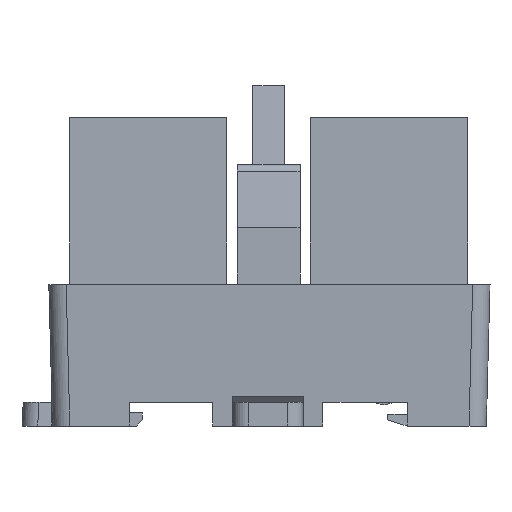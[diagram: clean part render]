
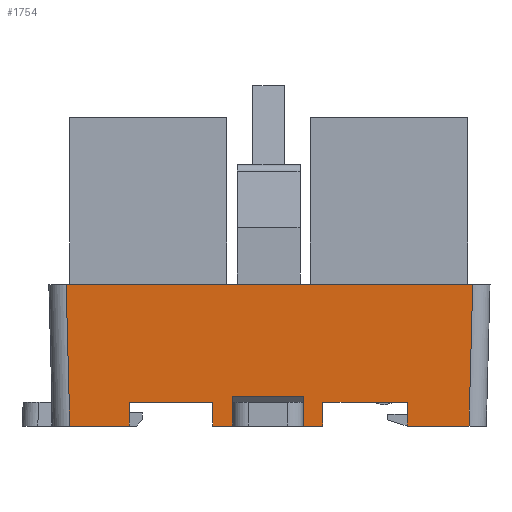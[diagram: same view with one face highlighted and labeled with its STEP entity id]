
A CAD part, left-side view. The second image highlights one B-rep face of the part: STEP entity #1754.
In plain terms, the highlighted planar face has unit normal (-1, 0, -0.026).
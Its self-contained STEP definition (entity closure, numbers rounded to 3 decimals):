
#1147=FACE_OUTER_BOUND('',#3157,.T.);
#1754=ADVANCED_FACE('',(#1147),#2354,.T.);
#2354=PLANE('',#12980);
#3157=EDGE_LOOP('',(#7616,#7617,#7618,#7619,#7620,#7621,#7622,#7623,#7624,
#7625,#7626,#7627,#7628,#7629,#7630,#7631));
#4057=LINE('',#17518,#5562);
#4058=LINE('',#17520,#5563);
#4061=LINE('',#17526,#5566);
#4063=LINE('',#17530,#5568);
#4067=LINE('',#17537,#5572);
#4070=LINE('',#17543,#5575);
#4072=LINE('',#17547,#5577);
#4076=LINE('',#17555,#5581);
#4105=LINE('',#17610,#5610);
#4106=LINE('',#17612,#5611);
#4120=LINE('',#17638,#5625);
#4121=LINE('',#17639,#5626);
#4129=LINE('',#17660,#5634);
#4131=LINE('',#17666,#5636);
#4139=LINE('',#17686,#5644);
#4141=LINE('',#17692,#5646);
#5562=VECTOR('',#14183,1.);
#5563=VECTOR('',#14186,1.);
#5566=VECTOR('',#14191,1.);
#5568=VECTOR('',#14195,1.);
#5572=VECTOR('',#14201,1.);
#5575=VECTOR('',#14206,1.);
#5577=VECTOR('',#14210,1.);
#5581=VECTOR('',#14216,1.);
#5610=VECTOR('',#14263,1.);
#5611=VECTOR('',#14266,1.);
#5625=VECTOR('',#14294,1.);
#5626=VECTOR('',#14295,1.);
#5634=VECTOR('',#14315,1.);
#5636=VECTOR('',#14321,1.);
#5644=VECTOR('',#14343,1.);
#5646=VECTOR('',#14351,1.);
#7616=ORIENTED_EDGE('',*,*,#11601,.T.);
#7617=ORIENTED_EDGE('',*,*,#11614,.F.);
#7618=ORIENTED_EDGE('',*,*,#11611,.T.);
#7619=ORIENTED_EDGE('',*,*,#11571,.T.);
#7620=ORIENTED_EDGE('',*,*,#11541,.F.);
#7621=ORIENTED_EDGE('',*,*,#11587,.F.);
#7622=ORIENTED_EDGE('',*,*,#11537,.F.);
#7623=ORIENTED_EDGE('',*,*,#11535,.T.);
#7624=ORIENTED_EDGE('',*,*,#11532,.F.);
#7625=ORIENTED_EDGE('',*,*,#11528,.T.);
#7626=ORIENTED_EDGE('',*,*,#11526,.F.);
#7627=ORIENTED_EDGE('',*,*,#11523,.T.);
#7628=ORIENTED_EDGE('',*,*,#11522,.T.);
#7629=ORIENTED_EDGE('',*,*,#11586,.F.);
#7630=ORIENTED_EDGE('',*,*,#11570,.T.);
#7631=ORIENTED_EDGE('',*,*,#11598,.T.);
#10338=VERTEX_POINT('',#17515);
#10339=VERTEX_POINT('',#17517);
#10340=VERTEX_POINT('',#17521);
#10342=VERTEX_POINT('',#17527);
#10343=VERTEX_POINT('',#17531);
#10345=VERTEX_POINT('',#17538);
#10346=VERTEX_POINT('',#17542);
#10347=VERTEX_POINT('',#17546);
#10348=VERTEX_POINT('',#17550);
#10350=VERTEX_POINT('',#17554);
#10364=VERTEX_POINT('',#17601);
#10367=VERTEX_POINT('',#17609);
#10368=VERTEX_POINT('',#17613);
#10379=VERTEX_POINT('',#17659);
#10381=VERTEX_POINT('',#17665);
#10387=VERTEX_POINT('',#17687);
#11522=EDGE_CURVE('',#10338,#10339,#4057,.T.);
#11523=EDGE_CURVE('',#10340,#10338,#4058,.T.);
#11526=EDGE_CURVE('',#10340,#10342,#4061,.T.);
#11528=EDGE_CURVE('',#10343,#10342,#4063,.T.);
#11532=EDGE_CURVE('',#10343,#10345,#4067,.T.);
#11535=EDGE_CURVE('',#10346,#10345,#4070,.T.);
#11537=EDGE_CURVE('',#10346,#10347,#4072,.T.);
#11541=EDGE_CURVE('',#10350,#10348,#4076,.T.);
#11570=EDGE_CURVE('',#10364,#10367,#4105,.T.);
#11571=EDGE_CURVE('',#10368,#10348,#4106,.T.);
#11586=EDGE_CURVE('',#10364,#10339,#4120,.T.);
#11587=EDGE_CURVE('',#10347,#10350,#4121,.T.);
#11598=EDGE_CURVE('',#10367,#10379,#4129,.T.);
#11601=EDGE_CURVE('',#10379,#10381,#4131,.T.);
#11611=EDGE_CURVE('',#10387,#10368,#4139,.T.);
#11614=EDGE_CURVE('',#10387,#10381,#4141,.T.);
#12980=AXIS2_PLACEMENT_3D('',#17693,#14352,#14353);
#14183=DIRECTION('',(-0.026,0.,1.));
#14186=DIRECTION('',(0.,-1.,0.));
#14191=DIRECTION('',(-0.026,0.,1.));
#14195=DIRECTION('',(0.,-1.,0.));
#14201=DIRECTION('',(0.026,0.,-1.));
#14206=DIRECTION('',(0.,-1.,0.));
#14210=DIRECTION('',(-0.026,0.,1.));
#14216=DIRECTION('',(0.026,0.,-1.));
#14263=DIRECTION('',(0.026,0.,-1.));
#14266=DIRECTION('',(0.,-1.,0.));
#14294=DIRECTION('',(0.,1.,0.));
#14295=DIRECTION('',(0.,1.,0.));
#14315=DIRECTION('',(0.,-1.,0.));
#14321=DIRECTION('',(-0.026,-0.026,0.999));
#14343=DIRECTION('',(0.026,-0.026,-0.999));
#14351=DIRECTION('',(0.,-1.,0.));
#14352=DIRECTION('',(-1.,0.,-0.026));
#14353=DIRECTION('',(0.026,0.,-1.));
#17515=CARTESIAN_POINT('',(-45.929,-8.505,-21.625));
#17517=CARTESIAN_POINT('',(-46.007,-8.505,-18.625));
#17518=CARTESIAN_POINT('',(-46.4,-8.505,-3.628));
#17520=CARTESIAN_POINT('',(-45.929,-1.505,-21.625));
#17521=CARTESIAN_POINT('',(-45.929,-6.055,-21.625));
#17526=CARTESIAN_POINT('',(-46.4,-6.055,-3.628));
#17527=CARTESIAN_POINT('',(-46.026,-6.055,-17.899));
#17530=CARTESIAN_POINT('',(-46.026,-210.951,-17.899));
#17531=CARTESIAN_POINT('',(-46.026,3.045,-17.899));
#17537=CARTESIAN_POINT('',(-46.4,3.045,-3.628));
#17538=CARTESIAN_POINT('',(-45.929,3.045,-21.625));
#17542=CARTESIAN_POINT('',(-45.929,5.495,-21.625));
#17543=CARTESIAN_POINT('',(-45.929,-1.505,-21.625));
#17546=CARTESIAN_POINT('',(-46.007,5.495,-18.625));
#17547=CARTESIAN_POINT('',(-45.917,5.495,-22.086));
#17550=CARTESIAN_POINT('',(-45.929,16.145,-21.625));
#17554=CARTESIAN_POINT('',(-46.007,16.145,-18.625));
#17555=CARTESIAN_POINT('',(-45.994,16.145,-19.115));
#17601=CARTESIAN_POINT('',(-46.007,-19.255,-18.625));
#17609=CARTESIAN_POINT('',(-45.929,-19.255,-21.625));
#17610=CARTESIAN_POINT('',(-46.4,-19.255,-3.628));
#17612=CARTESIAN_POINT('',(-45.929,-1.505,-21.625));
#17613=CARTESIAN_POINT('',(-45.929,23.674,-21.625));
#17638=CARTESIAN_POINT('',(-46.007,-1.505,-18.625));
#17639=CARTESIAN_POINT('',(-46.007,-1.505,-18.625));
#17659=CARTESIAN_POINT('',(-45.929,-27.085,-21.625));
#17660=CARTESIAN_POINT('',(-45.929,-2.005,-21.625));
#17665=CARTESIAN_POINT('',(-46.4,-27.556,-3.625));
#17666=CARTESIAN_POINT('',(-46.383,-27.539,-4.285));
#17686=CARTESIAN_POINT('',(-46.383,24.128,-4.285));
#17687=CARTESIAN_POINT('',(-46.4,24.145,-3.625));
#17692=CARTESIAN_POINT('',(-46.4,-2.005,-3.625));
#17693=CARTESIAN_POINT('',(-46.4,-2.005,-3.628));
